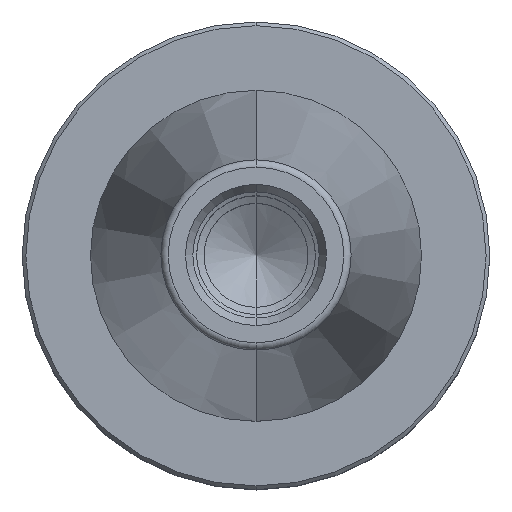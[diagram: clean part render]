
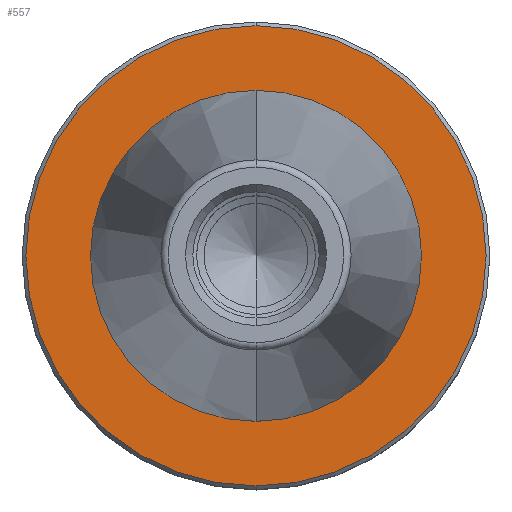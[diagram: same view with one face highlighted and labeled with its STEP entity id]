
A CAD part, top view. The second image highlights one B-rep face of the part: STEP entity #557.
In plain terms, the highlighted planar face has unit normal (0, 0, 1).
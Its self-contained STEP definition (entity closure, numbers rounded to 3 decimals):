
#323=VERTEX_POINT('',#866);
#351=VERTEX_POINT('',#896);
#363=VERTEX_POINT('',#909);
#477=EDGE_CURVE('',#363,#523,#1041,.T.);
#481=EDGE_CURVE('',#323,#351,#1045,.T.);
#523=VERTEX_POINT('',#1092);
#557=ADVANCED_FACE('',(#1128,#1129),#1130,.T.);
#601=EDGE_CURVE('',#523,#363,#1177,.T.);
#641=EDGE_CURVE('',#351,#323,#1219,.T.);
#866=CARTESIAN_POINT('',(0.0,31.0,-2.0));
#896=CARTESIAN_POINT('',(0.,-31.0,-2.0));
#909=CARTESIAN_POINT('',(0.0,22.298,-2.0));
#1041=CIRCLE('',#1702,22.298);
#1045=CIRCLE('',#1709,31.0);
#1092=CARTESIAN_POINT('',(0.,-22.298,-2.0));
#1128=FACE_OUTER_BOUND('',#1821,.T.);
#1129=FACE_BOUND('',#1822,.T.);
#1130=PLANE('',#1823);
#1177=CIRCLE('',#1890,22.298);
#1219=CIRCLE('',#1948,31.0);
#1702=AXIS2_PLACEMENT_3D('',#2456,#2457,#2458);
#1709=AXIS2_PLACEMENT_3D('',#2460,#2461,#2462);
#1821=EDGE_LOOP('',(#2562,#2563));
#1822=EDGE_LOOP('',(#2564,#2565));
#1823=AXIS2_PLACEMENT_3D('',#2566,#2567,#2568);
#1890=AXIS2_PLACEMENT_3D('',#2619,#2620,#2621);
#1948=AXIS2_PLACEMENT_3D('',#2663,#2664,#2665);
#2456=CARTESIAN_POINT('',(0.0,0.0,-2.0));
#2457=DIRECTION('',(0.0,0.0,-1.0));
#2458=DIRECTION('',(0.0,1.0,0.0));
#2460=CARTESIAN_POINT('',(0.0,0.0,-2.0));
#2461=DIRECTION('',(0.0,0.0,-1.0));
#2462=DIRECTION('',(0.0,1.0,0.0));
#2562=ORIENTED_EDGE('',*,*,#481,.F.);
#2563=ORIENTED_EDGE('',*,*,#641,.F.);
#2564=ORIENTED_EDGE('',*,*,#477,.T.);
#2565=ORIENTED_EDGE('',*,*,#601,.T.);
#2566=CARTESIAN_POINT('',(0.0,26.649,-2.0));
#2567=DIRECTION('',(-0.0,0.0,1.0));
#2568=DIRECTION('',(0.0,-1.0,0.0));
#2619=CARTESIAN_POINT('',(0.0,0.0,-2.0));
#2620=DIRECTION('',(0.0,0.0,-1.0));
#2621=DIRECTION('',(0.0,1.0,0.0));
#2663=CARTESIAN_POINT('',(0.0,0.0,-2.0));
#2664=DIRECTION('',(0.0,0.0,-1.0));
#2665=DIRECTION('',(0.0,1.0,0.0));
